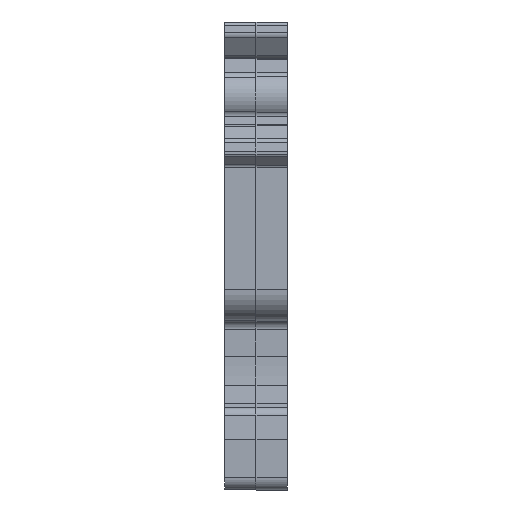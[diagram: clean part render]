
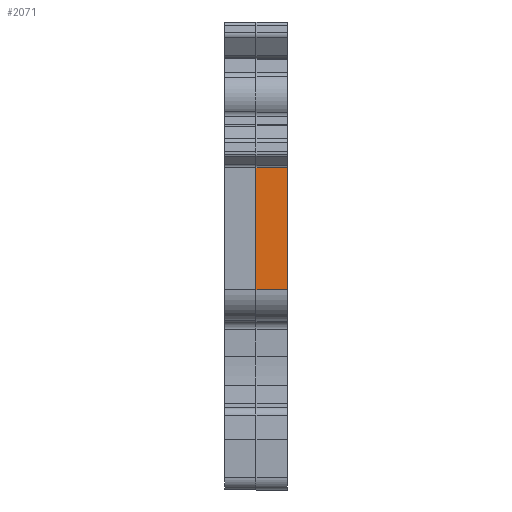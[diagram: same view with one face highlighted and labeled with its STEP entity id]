
A CAD part, left-side view. The second image highlights one B-rep face of the part: STEP entity #2071.
In plain terms, the highlighted planar face has unit normal (-1, 0, 0).
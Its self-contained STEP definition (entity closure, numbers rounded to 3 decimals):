
#1404 = CARTESIAN_POINT ( 'NONE',  ( -40.75, 0., 18.488 ) ) ;
#1695 = EDGE_LOOP ( 'NONE', ( #2434, #26943, #4713, #45154 ) ) ;
#2071 = ADVANCED_FACE ( 'NONE', ( #2202 ), #33877, .F. ) ;
#2202 = FACE_OUTER_BOUND ( 'NONE', #1695, .T. ) ;
#2434 = ORIENTED_EDGE ( 'NONE', *, *, #43272, .F. ) ;
#4713 = ORIENTED_EDGE ( 'NONE', *, *, #11709, .T. ) ;
#8672 = VERTEX_POINT ( 'NONE', #1404 ) ;
#10536 = DIRECTION ( 'NONE',  ( 0., -1., 0. ) ) ;
#11228 = LINE ( 'NONE', #50143, #22416 ) ;
#11709 = EDGE_CURVE ( 'NONE', #38519, #27805, #15894, .T. ) ;
#13971 = DIRECTION ( 'NONE',  ( 1., 0., 0. ) ) ;
#15021 = DIRECTION ( 'NONE',  ( 0., -1., 0. ) ) ;
#15894 = LINE ( 'NONE', #43549, #24210 ) ;
#16773 = VECTOR ( 'NONE', #10536, 1000. ) ;
#18433 = CARTESIAN_POINT ( 'NONE',  ( -40.75, 4.95, 8.734 ) ) ;
#21816 = CARTESIAN_POINT ( 'NONE',  ( -40.75, 0., 8.734 ) ) ;
#22416 = VECTOR ( 'NONE', #27157, 1000. ) ;
#24210 = VECTOR ( 'NONE', #31869, 1000. ) ;
#24888 = LINE ( 'NONE', #49468, #26535 ) ;
#25486 = CARTESIAN_POINT ( 'NONE',  ( -40.75, 2.5, 18.488 ) ) ;
#26535 = VECTOR ( 'NONE', #37236, 1000. ) ;
#26943 = ORIENTED_EDGE ( 'NONE', *, *, #34923, .T. ) ;
#27157 = DIRECTION ( 'NONE',  ( 0., 0., -1. ) ) ;
#27805 = VERTEX_POINT ( 'NONE', #21816 ) ;
#27945 = EDGE_CURVE ( 'NONE', #27805, #8672, #24888, .T. ) ;
#31869 = DIRECTION ( 'NONE',  ( 0., -1., 0. ) ) ;
#33877 = PLANE ( 'NONE',  #51299 ) ;
#34923 = EDGE_CURVE ( 'NONE', #35614, #38519, #11228, .T. ) ;
#35614 = VERTEX_POINT ( 'NONE', #25486 ) ;
#37236 = DIRECTION ( 'NONE',  ( 0., 0., 1. ) ) ;
#38519 = VERTEX_POINT ( 'NONE', #48115 ) ;
#43272 = EDGE_CURVE ( 'NONE', #35614, #8672, #46295, .T. ) ;
#43549 = CARTESIAN_POINT ( 'NONE',  ( -40.75, 4.95, 8.734 ) ) ;
#45154 = ORIENTED_EDGE ( 'NONE', *, *, #27945, .T. ) ;
#46295 = LINE ( 'NONE', #50975, #16773 ) ;
#48115 = CARTESIAN_POINT ( 'NONE',  ( -40.75, 2.5, 8.734 ) ) ;
#49468 = CARTESIAN_POINT ( 'NONE',  ( -40.75, 0., 8.734 ) ) ;
#50143 = CARTESIAN_POINT ( 'NONE',  ( -40.75, 2.5, 8.734 ) ) ;
#50975 = CARTESIAN_POINT ( 'NONE',  ( -40.75, 72.277, 18.488 ) ) ;
#51299 = AXIS2_PLACEMENT_3D ( 'NONE', #18433, #13971, #15021 ) ;
